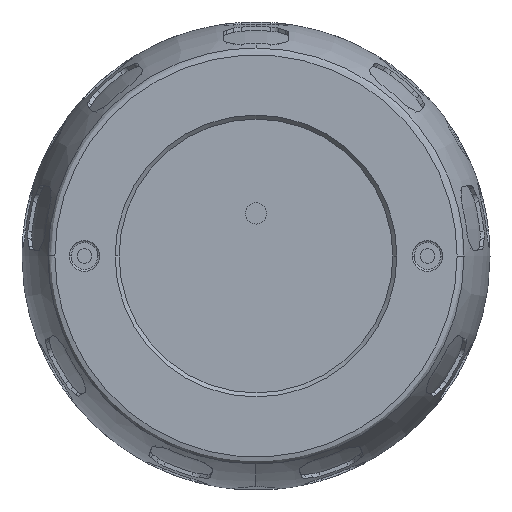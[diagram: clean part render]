
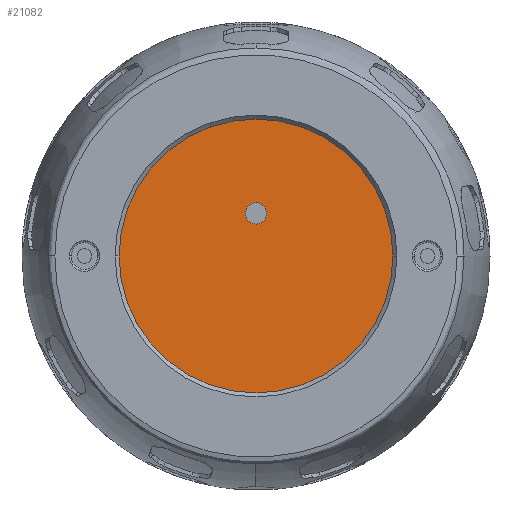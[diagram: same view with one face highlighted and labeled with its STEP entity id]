
A CAD part, front view. The second image highlights one B-rep face of the part: STEP entity #21082.
In plain terms, the highlighted face is planar.
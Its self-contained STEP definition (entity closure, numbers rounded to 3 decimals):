
#1778 = DIRECTION ( 'NONE',  ( -1., 0., 0. ) ) ;
#4685 = AXIS2_PLACEMENT_3D ( 'NONE', #64985, #117488, #35802 ) ;
#6028 = ORIENTED_EDGE ( 'NONE', *, *, #97277, .F. ) ;
#11408 = CARTESIAN_POINT ( 'NONE',  ( 0., 16., -270.5 ) ) ;
#13710 = VERTEX_POINT ( 'NONE', #80957 ) ;
#15804 = VERTEX_POINT ( 'NONE', #26618 ) ;
#16495 = EDGE_LOOP ( 'NONE', ( #20474, #22681 ) ) ;
#17651 = DIRECTION ( 'NONE',  ( 0., 0., 1. ) ) ;
#20474 = ORIENTED_EDGE ( 'NONE', *, *, #105093, .T. ) ;
#21082 = ADVANCED_FACE ( 'NONE', ( #166728, #48866 ), #101365, .T. ) ;
#22681 = ORIENTED_EDGE ( 'NONE', *, *, #123176, .T. ) ;
#26618 = CARTESIAN_POINT ( 'NONE',  ( -51.5, 0., -270.5 ) ) ;
#30948 = CARTESIAN_POINT ( 'NONE',  ( 4., 16., -270.5 ) ) ;
#35802 = DIRECTION ( 'NONE',  ( -1., 0., 0. ) ) ;
#45484 = ORIENTED_EDGE ( 'NONE', *, *, #73950, .F. ) ;
#48866 = FACE_OUTER_BOUND ( 'NONE', #151269, .T. ) ;
#54072 = CIRCLE ( 'NONE', #4685, 4. ) ;
#55526 = DIRECTION ( 'NONE',  ( -1., 0., 0. ) ) ;
#63974 = CIRCLE ( 'NONE', #135472, 51.5 ) ;
#64985 = CARTESIAN_POINT ( 'NONE',  ( 0., 16., -270.5 ) ) ;
#72904 = AXIS2_PLACEMENT_3D ( 'NONE', #153835, #152132, #167597 ) ;
#73950 = EDGE_CURVE ( 'NONE', #15804, #13710, #63974, .T. ) ;
#80957 = CARTESIAN_POINT ( 'NONE',  ( 51.5, 0., -270.5 ) ) ;
#82741 = VERTEX_POINT ( 'NONE', #106814 ) ;
#93046 = DIRECTION ( 'NONE',  ( 0., 0., 1. ) ) ;
#97277 = EDGE_CURVE ( 'NONE', #13710, #15804, #112155, .T. ) ;
#101365 = PLANE ( 'NONE',  #72904 ) ;
#105093 = EDGE_CURVE ( 'NONE', #82741, #161522, #54072, .T. ) ;
#106814 = CARTESIAN_POINT ( 'NONE',  ( -4., 16., -270.5 ) ) ;
#112155 = CIRCLE ( 'NONE', #142380, 51.5 ) ;
#113813 = DIRECTION ( 'NONE',  ( 0., 0., 1. ) ) ;
#117488 = DIRECTION ( 'NONE',  ( 0., 0., 1. ) ) ;
#119256 = CARTESIAN_POINT ( 'NONE',  ( 0., 0., -270.5 ) ) ;
#122768 = AXIS2_PLACEMENT_3D ( 'NONE', #11408, #113813, #138782 ) ;
#123176 = EDGE_CURVE ( 'NONE', #161522, #82741, #131115, .T. ) ;
#131115 = CIRCLE ( 'NONE', #122768, 4. ) ;
#131777 = CARTESIAN_POINT ( 'NONE',  ( 0., 0., -270.5 ) ) ;
#135472 = AXIS2_PLACEMENT_3D ( 'NONE', #131777, #93046, #1778 ) ;
#138782 = DIRECTION ( 'NONE',  ( -1., 0., 0. ) ) ;
#142380 = AXIS2_PLACEMENT_3D ( 'NONE', #119256, #17651, #55526 ) ;
#151269 = EDGE_LOOP ( 'NONE', ( #45484, #6028 ) ) ;
#152132 = DIRECTION ( 'NONE',  ( 0., 0., -1. ) ) ;
#153835 = CARTESIAN_POINT ( 'NONE',  ( 103., 103., -270.5 ) ) ;
#161522 = VERTEX_POINT ( 'NONE', #30948 ) ;
#166728 = FACE_BOUND ( 'NONE', #16495, .T. ) ;
#167597 = DIRECTION ( 'NONE',  ( -1., 0., 0. ) ) ;
